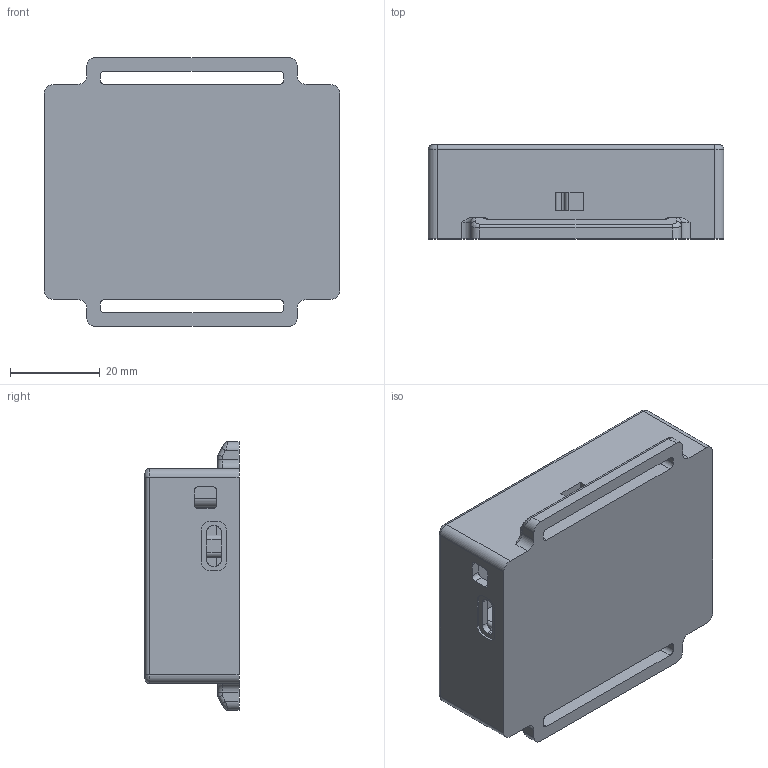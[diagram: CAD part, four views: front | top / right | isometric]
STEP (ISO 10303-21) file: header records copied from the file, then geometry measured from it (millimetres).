
FILE_DESCRIPTION(/* description */ (''),/* implementation_level */ '2;1');
FILE_NAME(/* name */ 'V6.0 Open-Source v4.step',/* time_stamp */ '2023-10-29T04:51:42+08:00',/* author */ (''),/* organization */ (''),/* preprocessor_version */ 'ST-DEVELOPER v20',/* originating_system */ 'Autodesk Translation Framework v12.14.0.127',/* authorisation */ '');
FILE_SCHEMA (('AUTOMOTIVE_DESIGN { 1 0 10303 214 3 1 1 }'));
Length unit declared in the file: millimetre
Products named in the file (1): V6.0 Open-Source
Bounding box: 66 x 21 x 60 mm (x, y, z)
Volume: 31374 mm3; surface area: 24963.2 mm2
Topology: 2 solids, 2 shells, 261 faces, 704 edges, 455 vertices
Faces by surface type: plane 121, cylinder 110, torus 15, bspline 12, cone 3
Full cylindrical faces by diameter (mm): 2 x4, 2.5 x1, 2.8 x2, 3.5 x2, 4.5 x1
Entity records: 8580 total; most frequent: CARTESIAN_POINT 1789, DIRECTION 1450, ORIENTED_EDGE 1408, EDGE_CURVE 704, AXIS2_PLACEMENT_3D 512, VERTEX_POINT 455, LINE 426, VECTOR 426
